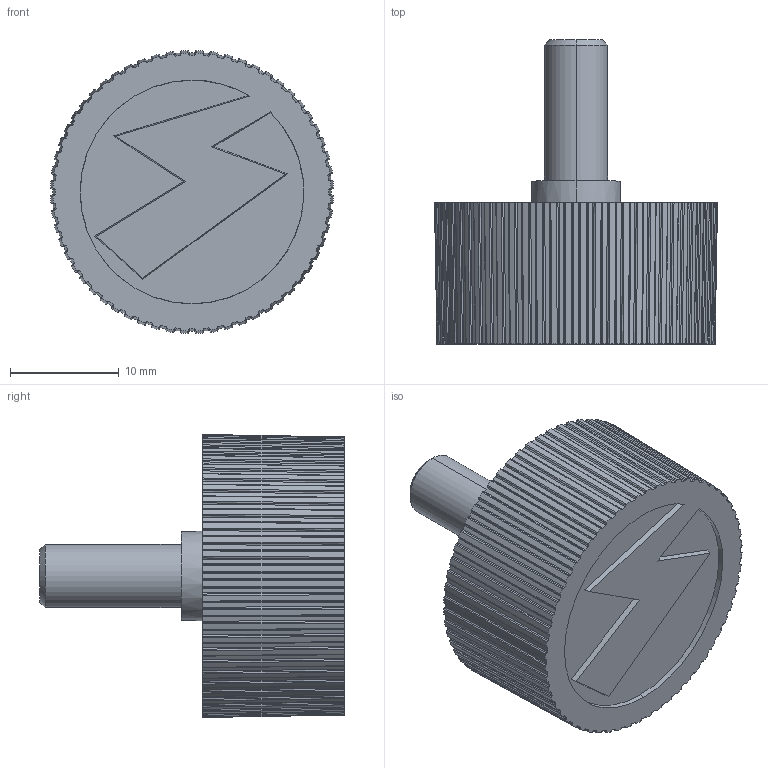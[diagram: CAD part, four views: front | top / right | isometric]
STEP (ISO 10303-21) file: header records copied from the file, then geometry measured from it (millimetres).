
FILE_DESCRIPTION (( 'STEP AP214' ), '1' );
FILE_NAME ('JXHSV06-03006-d X-axis belt tensioning knob.step', '2023-06-08T06:46:29', ( '微软用户' ), ( '微软中国' ), 'SwSTEP 2.0', 'SolidWorks 2020', '' );
FILE_SCHEMA (( 'AUTOMOTIVE_DESIGN' ));
Length unit declared in the file: millimetre
Products named in the file (1): JXHSV06-03006-d X-axis belt tensioning knob
Bounding box: 26.04 x 28 x 26.04 mm (x, y, z)
Volume: 3872.8 mm3; surface area: 4719.5 mm2
Topology: 2 solids, 2 shells, 475 faces, 1639 edges, 1172 vertices
Faces by surface type: bspline 263, cone 129, plane 81, cylinder 2
Entity records: 29502 total; most frequent: CARTESIAN_POINT 17688, ORIENTED_EDGE 3278, EDGE_CURVE 1639, DIRECTION 1437, VERTEX_POINT 1172, B_SPLINE_CURVE_WITH_KNOTS 918, AXIS2_PLACEMENT_3D 505, EDGE_LOOP 479
